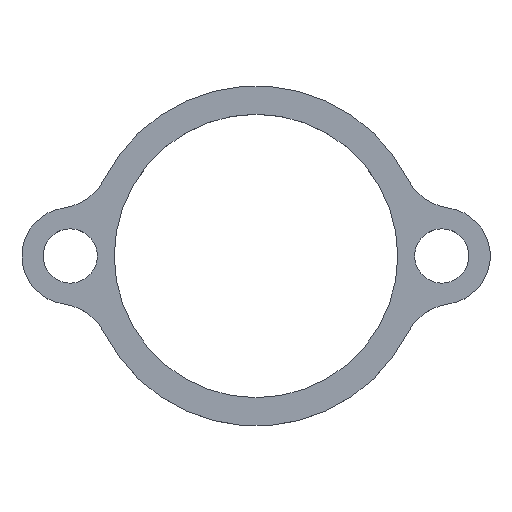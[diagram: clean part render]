
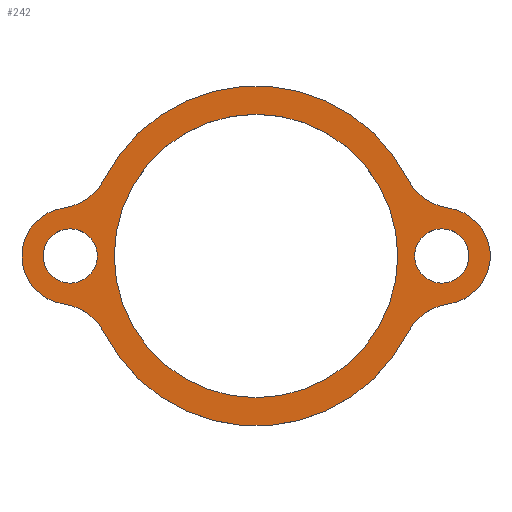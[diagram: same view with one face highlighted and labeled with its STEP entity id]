
A CAD part, top view. The second image highlights one B-rep face of the part: STEP entity #242.
In plain terms, the highlighted planar face has unit normal (0, 0, 1).
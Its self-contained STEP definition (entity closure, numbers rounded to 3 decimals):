
#15=FACE_BOUND('',#48,.T.);
#16=FACE_BOUND('',#49,.T.);
#17=FACE_BOUND('',#50,.T.);
#21=PLANE('',#291);
#34=FACE_OUTER_BOUND('',#47,.T.);
#47=EDGE_LOOP('',(#198,#199,#200,#201,#202,#203,#204,#205));
#48=EDGE_LOOP('',(#206));
#49=EDGE_LOOP('',(#207));
#50=EDGE_LOOP('',(#208));
#78=CIRCLE('',#260,15.5);
#80=CIRCLE('',#263,13.675);
#82=CIRCLE('',#266,15.5);
#83=CIRCLE('',#268,48.05);
#86=CIRCLE('',#272,15.5);
#87=CIRCLE('',#274,13.675);
#90=CIRCLE('',#278,15.5);
#91=CIRCLE('',#280,48.05);
#93=CIRCLE('',#283,40.05);
#95=CIRCLE('',#286,7.675);
#97=CIRCLE('',#289,7.675);
#101=VERTEX_POINT('',#381);
#102=VERTEX_POINT('',#383);
#104=VERTEX_POINT('',#389);
#107=VERTEX_POINT('',#396);
#108=VERTEX_POINT('',#398);
#111=VERTEX_POINT('',#408);
#112=VERTEX_POINT('',#410);
#114=VERTEX_POINT('',#419);
#115=VERTEX_POINT('',#426);
#117=VERTEX_POINT('',#432);
#119=VERTEX_POINT('',#438);
#123=EDGE_CURVE('',#101,#102,#78,.T.);
#127=EDGE_CURVE('',#101,#104,#80,.T.);
#130=EDGE_CURVE('',#107,#108,#82,.T.);
#132=EDGE_CURVE('',#107,#102,#83,.T.);
#136=EDGE_CURVE('',#111,#112,#86,.T.);
#138=EDGE_CURVE('',#111,#108,#87,.T.);
#142=EDGE_CURVE('',#114,#104,#90,.T.);
#143=EDGE_CURVE('',#114,#112,#91,.T.);
#145=EDGE_CURVE('',#115,#115,#93,.T.);
#148=EDGE_CURVE('',#117,#117,#95,.T.);
#151=EDGE_CURVE('',#119,#119,#97,.T.);
#198=ORIENTED_EDGE('',*,*,#143,.T.);
#199=ORIENTED_EDGE('',*,*,#136,.F.);
#200=ORIENTED_EDGE('',*,*,#138,.T.);
#201=ORIENTED_EDGE('',*,*,#130,.F.);
#202=ORIENTED_EDGE('',*,*,#132,.T.);
#203=ORIENTED_EDGE('',*,*,#123,.F.);
#204=ORIENTED_EDGE('',*,*,#127,.T.);
#205=ORIENTED_EDGE('',*,*,#142,.F.);
#206=ORIENTED_EDGE('',*,*,#151,.T.);
#207=ORIENTED_EDGE('',*,*,#148,.T.);
#208=ORIENTED_EDGE('',*,*,#145,.T.);
#242=ADVANCED_FACE('',(#34,#15,#16,#17),#21,.T.);
#260=AXIS2_PLACEMENT_3D('',#384,#300,#301);
#263=AXIS2_PLACEMENT_3D('',#391,#308,#309);
#266=AXIS2_PLACEMENT_3D('',#399,#315,#316);
#268=AXIS2_PLACEMENT_3D('',#402,#320,#321);
#272=AXIS2_PLACEMENT_3D('',#411,#329,#330);
#274=AXIS2_PLACEMENT_3D('',#414,#334,#335);
#278=AXIS2_PLACEMENT_3D('',#421,#343,#344);
#280=AXIS2_PLACEMENT_3D('',#423,#347,#348);
#283=AXIS2_PLACEMENT_3D('',#427,#353,#354);
#286=AXIS2_PLACEMENT_3D('',#433,#360,#361);
#289=AXIS2_PLACEMENT_3D('',#439,#367,#368);
#291=AXIS2_PLACEMENT_3D('',#443,#372,#373);
#300=DIRECTION('center_axis',(0.,0.,1.));
#301=DIRECTION('ref_axis',(0.581,-0.814,0.));
#308=DIRECTION('center_axis',(0.,0.,1.));
#309=DIRECTION('ref_axis',(0.442,0.897,0.));
#315=DIRECTION('center_axis',(0.,0.,1.));
#316=DIRECTION('ref_axis',(-0.581,-0.814,0.));
#320=DIRECTION('center_axis',(0.,0.,1.));
#321=DIRECTION('ref_axis',(0.967,0.255,0.));
#329=DIRECTION('center_axis',(0.,0.,1.));
#330=DIRECTION('ref_axis',(-0.581,0.814,0.));
#334=DIRECTION('center_axis',(0.,0.,1.));
#335=DIRECTION('ref_axis',(-0.442,-0.897,0.));
#343=DIRECTION('center_axis',(0.,0.,1.));
#344=DIRECTION('ref_axis',(0.581,0.814,0.));
#347=DIRECTION('center_axis',(0.,0.,1.));
#348=DIRECTION('ref_axis',(-0.967,-0.255,0.));
#353=DIRECTION('center_axis',(0.,0.,-1.));
#354=DIRECTION('ref_axis',(1.,0.,0.));
#360=DIRECTION('center_axis',(0.,0.,-1.));
#361=DIRECTION('ref_axis',(1.,0.,0.));
#367=DIRECTION('center_axis',(0.,0.,-1.));
#368=DIRECTION('ref_axis',(1.,0.,0.));
#372=DIRECTION('center_axis',(0.,0.,1.));
#373=DIRECTION('ref_axis',(1.,0.,0.));
#381=CARTESIAN_POINT('',(-54.425,13.539,10.));
#383=CARTESIAN_POINT('',(-42.8,21.84,10.));
#384=CARTESIAN_POINT('Origin',(-56.606,28.885,10.));
#389=CARTESIAN_POINT('',(-54.425,-13.539,10.));
#391=CARTESIAN_POINT('Origin',(-52.5,0.,10.));
#396=CARTESIAN_POINT('',(42.8,21.84,10.));
#398=CARTESIAN_POINT('',(54.425,13.539,10.));
#399=CARTESIAN_POINT('Origin',(56.606,28.885,10.));
#402=CARTESIAN_POINT('Origin',(0.,0.,10.));
#408=CARTESIAN_POINT('',(54.425,-13.539,10.));
#410=CARTESIAN_POINT('',(42.8,-21.84,10.));
#411=CARTESIAN_POINT('Origin',(56.606,-28.885,10.));
#414=CARTESIAN_POINT('Origin',(52.5,0.,10.));
#419=CARTESIAN_POINT('',(-42.8,-21.84,10.));
#421=CARTESIAN_POINT('Origin',(-56.606,-28.885,10.));
#423=CARTESIAN_POINT('Origin',(0.,0.,10.));
#426=CARTESIAN_POINT('',(-40.05,0.,10.));
#427=CARTESIAN_POINT('Origin',(0.,0.,10.));
#432=CARTESIAN_POINT('',(-60.175,0.,10.));
#433=CARTESIAN_POINT('Origin',(-52.5,0.,10.));
#438=CARTESIAN_POINT('',(44.825,0.,10.));
#439=CARTESIAN_POINT('Origin',(52.5,0.,10.));
#443=CARTESIAN_POINT('Origin',(0.,0.,10.));
